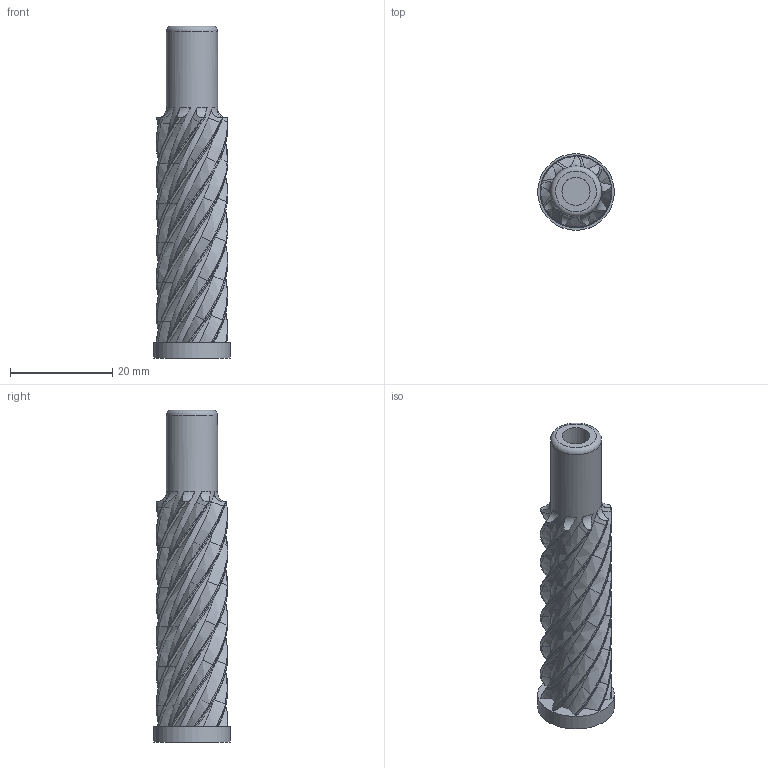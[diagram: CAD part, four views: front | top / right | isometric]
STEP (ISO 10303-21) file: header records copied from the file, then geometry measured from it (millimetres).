
FILE_DESCRIPTION(/* description */ (''),/* implementation_level */ '2;1');
FILE_NAME(/* name */ 'Lead Screw (buttress thread).stp',/* time_stamp */ '2016-11-08T22:00:24+11:00',/* author */ (''),/* organization */ (''),/* preprocessor_version */ 'ST-DEVELOPER v16.5',/* originating_system */ 'Autodesk Translation Framework v5.2.0.2031',/* authorisation */ '');
FILE_SCHEMA (('AUTOMOTIVE_DESIGN { 1 0 10303 214 3 1 1 }'));
Length unit declared in the file: centimetre
Products named in the file (1): Lead Screw
Bounding box: 15 x 15 x 65 mm (x, y, z)
Volume: 6265.3 mm3; surface area: 4039.8 mm2
Topology: 1 solids, 1 shells, 359 faces, 872 edges, 518 vertices
Faces by surface type: bspline 324, plane 14, cylinder 11, torus 10
Full cylindrical faces by diameter (mm): 5 x1, 5.5 x1, 10 x1, 15 x1
Entity records: 17692 total; most frequent: CARTESIAN_POINT 11229, ORIENTED_EDGE 1690, EDGE_CURVE 845, DIRECTION 686, VERTEX_POINT 503, B_SPLINE_CURVE_WITH_KNOTS 432, EDGE_LOOP 360, FACE_OUTER_BOUND 352
